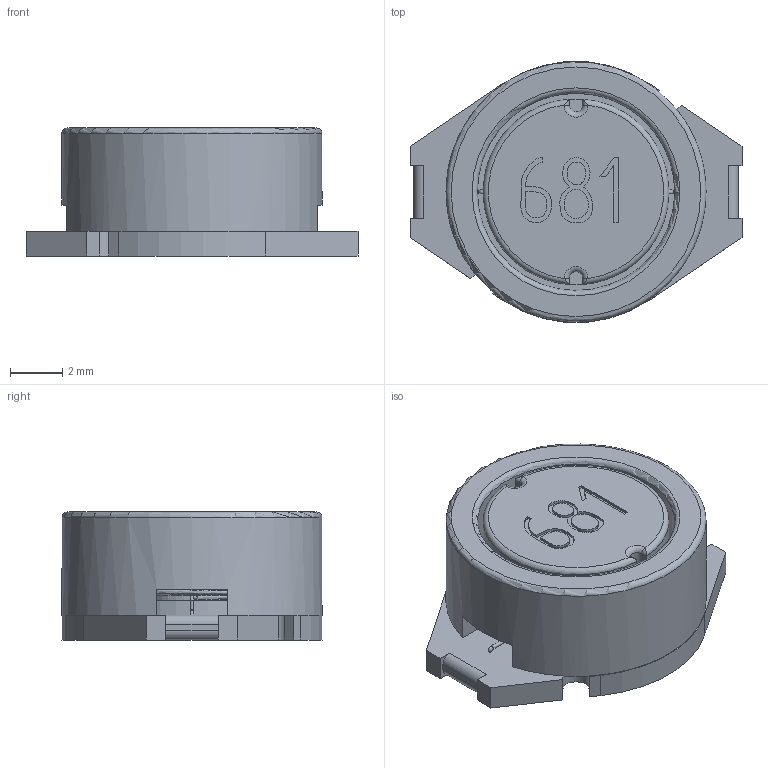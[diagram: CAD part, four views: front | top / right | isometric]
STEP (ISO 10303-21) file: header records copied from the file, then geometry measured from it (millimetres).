
FILE_DESCRIPTION(/* description */ ('Unknown'),/* implementation_level */ '2;1');
FILE_NAME(/* name */ 'L_Wurth_WE-PD3_TypeL',/* time_stamp */ '2022-03-08T11:34:09+08:00',/* author */ ('Unknown'),/* organization */ ('Unknown'),/* preprocessor_version */ 'ST-DEVELOPER v16.7',/* originating_system */ 'Solid Edge',/* authorisation */ 'Unknown');
FILE_SCHEMA (('AUTOMOTIVE_DESIGN {1 0 10303 214 3 1 1}'));
Length unit declared in the file: millimetre
Products named in the file (2): L_Wurth_WE-PD3_TypeL
Assembly tree (1 placements, depth 2):
  L_Wurth_WE-PD3_TypeL
    L_Wurth_WE-PD3_TypeL
Bounding box: 12.7 x 9.96 x 4.9 mm (x, y, z)
Volume: 301.3 mm3; surface area: 795.1 mm2
Topology: 1 solids, 1 shells, 105 faces, 270 edges, 173 vertices
Faces by surface type: plane 52, bspline 27, cylinder 20, torus 6
Full cylindrical faces by diameter (mm): 3.6 x1, 7.11 x1, 7.55 x1, 9.95 x1
Entity records: 7114 total; most frequent: CARTESIAN_POINT 4064, ORIENTED_EDGE 468, DIRECTION 408, EDGE_CURVE 234, VERTEX_POINT 162, EDGE_LOOP 142, FACE_BOUND 142, LINE 140
